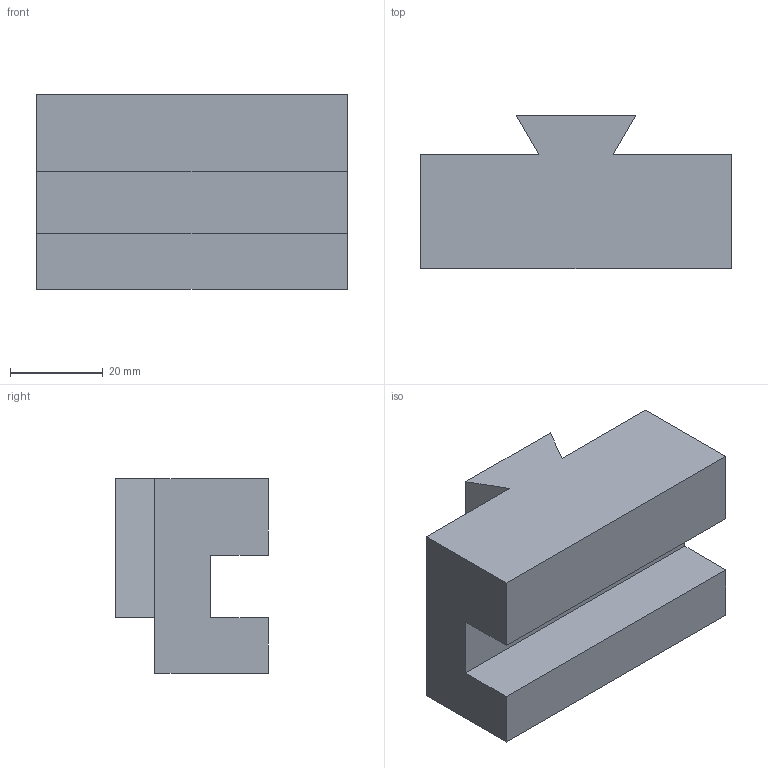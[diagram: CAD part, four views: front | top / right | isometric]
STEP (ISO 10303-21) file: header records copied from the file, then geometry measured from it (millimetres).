
FILE_DESCRIPTION(('CATIA V5 STEP Exchange'),'2;1');
FILE_NAME('PORTEOUTIL.stp','2022-12-06T20:50:44+00:00',('none'),('none'),'CATIA Version 5 Release 19 GA (IN-10)','CATIA V5 STEP AP203','none');
FILE_SCHEMA(('CONFIG_CONTROL_DESIGN'));
Length unit declared in the file: millimetre
Products named in the file (1): PORTEOUTIL
Bounding box: 67 x 33 x 42 mm (x, y, z)
Volume: 62968.2 mm3; surface area: 13545.3 mm2
Topology: 1 solids, 1 shells, 14 faces, 36 edges, 24 vertices
Faces by surface type: plane 14
Entity records: 452 total; most frequent: CARTESIAN_POINT 73, ORIENTED_EDGE 72, DIRECTION 60, VECTOR 36, EDGE_CURVE 36, LINE 36, VERTEX_POINT 24, ADVANCED_FACE 14
